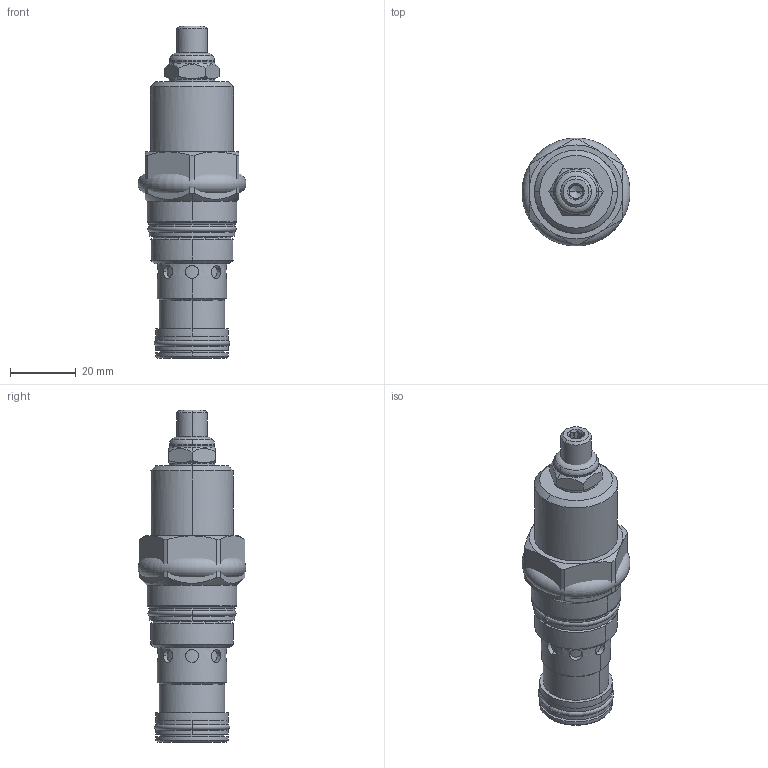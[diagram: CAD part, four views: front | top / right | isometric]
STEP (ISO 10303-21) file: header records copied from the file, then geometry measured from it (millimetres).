
FILE_DESCRIPTION((''),'2;1');
FILE_NAME('NFDCLAN_SW_PRT','2019-07-08T',('charlief'),(''),'PRO/ENGINEER BY PARAMETRIC TECHNOLOGY CORPORATION, 2016010','PRO/ENGINEER BY PARAMETRIC TECHNOLOGY CORPORATION, 2016010','');
FILE_SCHEMA(('CONFIG_CONTROL_DESIGN'));
Products named in the file (1): NFDCLAN_SW_PRT
Bounding box: 32.85 x 32.85 x 100.99 mm (x, y, z)
Surface area: 18359.7 mm2 (no closed solid volume)
Topology: 0 solids, 0 shells, 272 faces, 1262 edges, 1244 vertices
Faces by surface type: bspline 248, torus 24
Entity records: 47616 total; most frequent: CARTESIAN_POINT 36456, DIRECTION 1802, TRIMMED_CURVE 1458, DEFINITIONAL_REPRESENTATION 1228, PCURVE 1228, COMPOSITE_CURVE_SEGMENT 1228, VECTOR 1162, LINE 1162
